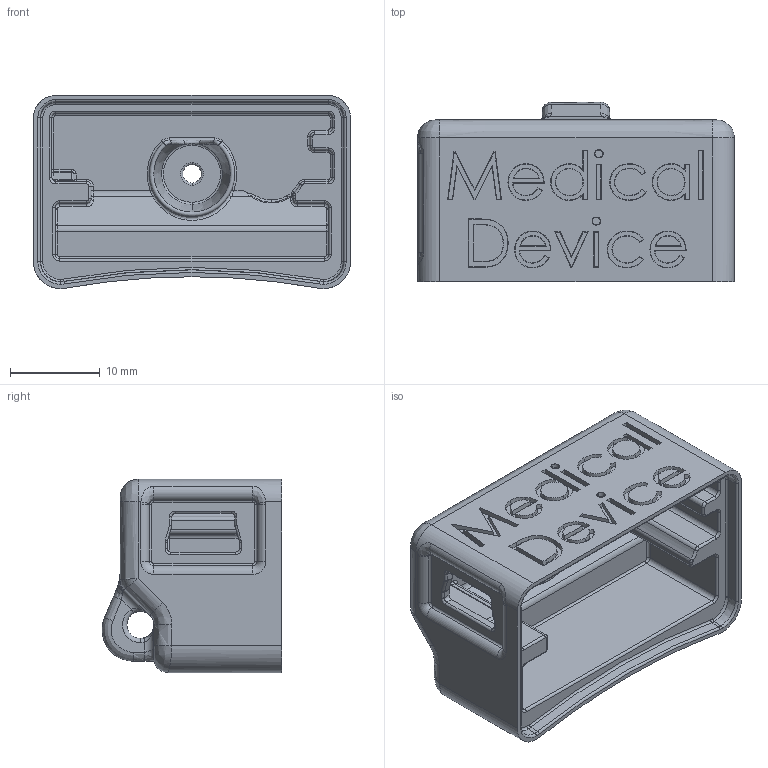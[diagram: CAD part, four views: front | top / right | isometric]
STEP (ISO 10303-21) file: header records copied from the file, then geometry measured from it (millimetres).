
FILE_DESCRIPTION (( 'STEP AP203' ), '1' );
FILE_NAME ('RileyLink Case - Top_r11.STEP', '2017-06-22T06:11:41', ( '' ), ( '' ), 'SwSTEP 2.0', 'SolidWorks 2016', '' );
FILE_SCHEMA (( 'CONFIG_CONTROL_DESIGN' ));
Length unit declared in the file: millimetre
Products named in the file (1): RileyLink Case - Top_r11
Bounding box: 35.3 x 20.02 x 21.52 mm (x, y, z)
Volume: 4956.1 mm3; surface area: 5153.5 mm2
Topology: 1 solids, 1 shells, 502 faces, 1235 edges, 744 vertices
Faces by surface type: bspline 147, plane 131, cylinder 121, torus 89, cone 11, sphere 3
Entity records: 23101 total; most frequent: CARTESIAN_POINT 12390, ORIENTED_EDGE 2448, DIRECTION 1892, EDGE_CURVE 1224, VERTEX_POINT 744, AXIS2_PLACEMENT_3D 737, EDGE_LOOP 528, ADVANCED_FACE 502
